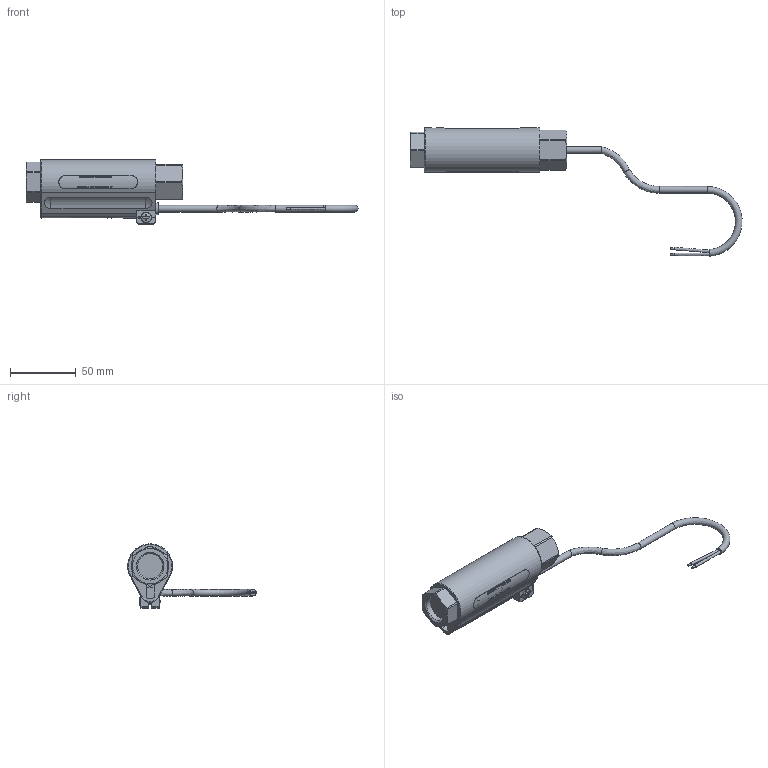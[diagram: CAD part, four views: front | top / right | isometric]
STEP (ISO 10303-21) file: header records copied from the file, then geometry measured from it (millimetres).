
FILE_DESCRIPTION(/* description */ ('Unknown'),/* implementation_level */ '2;1');
FILE_NAME(/* name */ '200005701_Strömungswächter_31_05_2023',/* time_stamp */ '2023-05-31T11:22:16+02:00',/* author */ ('Unknown'),/* organization */ ('Unknown'),/* preprocessor_version */ 'ST-DEVELOPER v18.102',/* originating_system */ 'Solid Edge',/* authorisation */ 'Unknown');
FILE_SCHEMA (('AUTOMOTIVE_DESIGN {1 0 10303 214 3 1 1}'));
Products named in the file (1): 200005701_geschlossen
Bounding box: 252.93 x 97.82 x 49 mm (x, y, z)
Volume: 116115.6 mm3; surface area: 24338.5 mm2
Topology: 1 solids, 2 shells, 1289 faces, 3463 edges, 2290 vertices
Faces by surface type: plane 833, cylinder 204, bspline 201, cone 34, sphere 13, torus 4
Full cylindrical faces by diameter (mm): 0.203 x4, 3.1 x1, 3.12 x1, 3.3 x1, 4 x1, 4.2 x2, 5.1 x2, 6 x2, 6.5 x1, 7.8 x1, 8 x2, 9 x1, 19.13 x2
Entity records: 60582 total; most frequent: CARTESIAN_POINT 22129, ORIENTED_EDGE 6732, DIRECTION 4862, EDGE_CURVE 3366, VERTEX_POINT 2263, LINE 1694, VECTOR 1694, AXIS2_PLACEMENT_3D 1584
